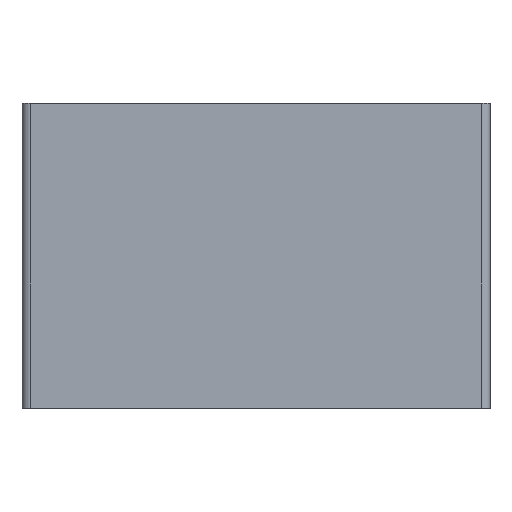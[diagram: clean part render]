
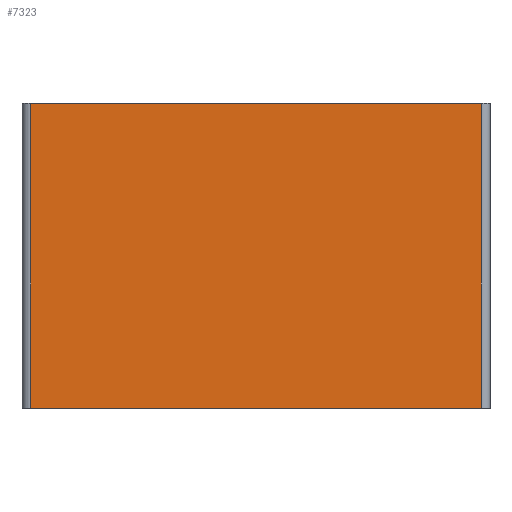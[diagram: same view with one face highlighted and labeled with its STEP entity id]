
A CAD part, top view. The second image highlights one B-rep face of the part: STEP entity #7323.
In plain terms, the highlighted planar face has unit normal (0, 0, 1).
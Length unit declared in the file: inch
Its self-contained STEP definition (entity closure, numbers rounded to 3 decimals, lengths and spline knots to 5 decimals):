
#7151 = PLANE('',#7152);
#7152 = AXIS2_PLACEMENT_3D('',#7153,#7154,#7155);
#7153 = CARTESIAN_POINT('',(6.435,-0.03,1.308));
#7154 = DIRECTION('',(0.,1.,0.));
#7155 = DIRECTION('',(-1.,0.,0.));
#7180 = PLANE('',#7181);
#7181 = AXIS2_PLACEMENT_3D('',#7182,#7183,#7184);
#7182 = CARTESIAN_POINT('',(0.065,4.28,1.308));
#7183 = DIRECTION('',(0.,-1.,0.));
#7184 = DIRECTION('',(1.,0.,0.));
#7220 = VERTEX_POINT('',#7221);
#7221 = CARTESIAN_POINT('',(0.065,4.28,1.308));
#7241 = VERTEX_POINT('',#7242);
#7242 = CARTESIAN_POINT('',(6.435,4.28,1.308));
#7298 = EDGE_CURVE('',#7220,#7241,#7299,.T.);
#7299 = SURFACE_CURVE('',#7300,(#7304,#7311),.PCURVE_S1.);
#7300 = LINE('',#7301,#7302);
#7301 = CARTESIAN_POINT('',(0.065,4.28,1.308));
#7302 = VECTOR('',#7303,1.);
#7303 = DIRECTION('',(1.,0.,0.));
#7304 = PCURVE('',#7180,#7305);
#7305 = DEFINITIONAL_REPRESENTATION('',(#7306),#7310);
#7306 = LINE('',#7307,#7308);
#7307 = CARTESIAN_POINT('',(0.,-0.));
#7308 = VECTOR('',#7309,1.);
#7309 = DIRECTION('',(1.,0.));
#7310 = ( GEOMETRIC_REPRESENTATION_CONTEXT(2) 
PARAMETRIC_REPRESENTATION_CONTEXT() REPRESENTATION_CONTEXT('2D SPACE',''
  ) );
#7311 = PCURVE('',#7312,#7317);
#7312 = PLANE('',#7313);
#7313 = AXIS2_PLACEMENT_3D('',#7314,#7315,#7316);
#7314 = CARTESIAN_POINT('',(3.25,2.125,1.308));
#7315 = DIRECTION('',(0.,0.,-1.));
#7316 = DIRECTION('',(-1.,0.,0.));
#7317 = DEFINITIONAL_REPRESENTATION('',(#7318),#7322);
#7318 = LINE('',#7319,#7320);
#7319 = CARTESIAN_POINT('',(3.185,2.155));
#7320 = VECTOR('',#7321,1.);
#7321 = DIRECTION('',(-1.,0.));
#7322 = ( GEOMETRIC_REPRESENTATION_CONTEXT(2) 
PARAMETRIC_REPRESENTATION_CONTEXT() REPRESENTATION_CONTEXT('2D SPACE',''
  ) );
#7323 = ADVANCED_FACE('',(#7324),#7312,.F.);
#7324 = FACE_BOUND('',#7325,.F.);
#7325 = EDGE_LOOP('',(#7326,#7351,#7375,#7376));
#7326 = ORIENTED_EDGE('',*,*,#7327,.T.);
#7327 = EDGE_CURVE('',#7328,#7330,#7332,.T.);
#7328 = VERTEX_POINT('',#7329);
#7329 = CARTESIAN_POINT('',(6.435,-0.03,1.308));
#7330 = VERTEX_POINT('',#7331);
#7331 = CARTESIAN_POINT('',(0.065,-0.03,1.308));
#7332 = SURFACE_CURVE('',#7333,(#7337,#7344),.PCURVE_S1.);
#7333 = LINE('',#7334,#7335);
#7334 = CARTESIAN_POINT('',(6.435,-0.03,1.308));
#7335 = VECTOR('',#7336,1.);
#7336 = DIRECTION('',(-1.,0.,0.));
#7337 = PCURVE('',#7312,#7338);
#7338 = DEFINITIONAL_REPRESENTATION('',(#7339),#7343);
#7339 = LINE('',#7340,#7341);
#7340 = CARTESIAN_POINT('',(-3.185,-2.155));
#7341 = VECTOR('',#7342,1.);
#7342 = DIRECTION('',(1.,0.));
#7343 = ( GEOMETRIC_REPRESENTATION_CONTEXT(2) 
PARAMETRIC_REPRESENTATION_CONTEXT() REPRESENTATION_CONTEXT('2D SPACE',''
  ) );
#7344 = PCURVE('',#7151,#7345);
#7345 = DEFINITIONAL_REPRESENTATION('',(#7346),#7350);
#7346 = LINE('',#7347,#7348);
#7347 = CARTESIAN_POINT('',(0.,0.));
#7348 = VECTOR('',#7349,1.);
#7349 = DIRECTION('',(1.,0.));
#7350 = ( GEOMETRIC_REPRESENTATION_CONTEXT(2) 
PARAMETRIC_REPRESENTATION_CONTEXT() REPRESENTATION_CONTEXT('2D SPACE',''
  ) );
#7351 = ORIENTED_EDGE('',*,*,#7352,.T.);
#7352 = EDGE_CURVE('',#7330,#7220,#7353,.T.);
#7353 = SURFACE_CURVE('',#7354,(#7357,#7364),.PCURVE_S1.);
#7354 = B_SPLINE_CURVE_WITH_KNOTS('',1,(#7355,#7356),.UNSPECIFIED.,.F.,
  .F.,(2,2),(0.,4.31),.PIECEWISE_BEZIER_KNOTS.);
#7355 = CARTESIAN_POINT('',(0.065,-0.03,1.308));
#7356 = CARTESIAN_POINT('',(0.065,4.28,1.308));
#7357 = PCURVE('',#7312,#7358);
#7358 = DEFINITIONAL_REPRESENTATION('',(#7359),#7363);
#7359 = LINE('',#7360,#7361);
#7360 = CARTESIAN_POINT('',(3.185,-2.155));
#7361 = VECTOR('',#7362,1.);
#7362 = DIRECTION('',(0.,1.));
#7363 = ( GEOMETRIC_REPRESENTATION_CONTEXT(2) 
PARAMETRIC_REPRESENTATION_CONTEXT() REPRESENTATION_CONTEXT('2D SPACE',''
  ) );
#7364 = PCURVE('',#7365,#7370);
#7365 = CYLINDRICAL_SURFACE('',#7366,0.123);
#7366 = AXIS2_PLACEMENT_3D('',#7367,#7368,#7369);
#7367 = CARTESIAN_POINT('',(0.065,4.28,1.185));
#7368 = DIRECTION('',(0.,-1.,0.));
#7369 = DIRECTION('',(0.,0.,-1.));
#7370 = DEFINITIONAL_REPRESENTATION('',(#7371),#7374);
#7371 = B_SPLINE_CURVE_WITH_KNOTS('',1,(#7372,#7373),.UNSPECIFIED.,.F.,
  .F.,(2,2),(0.,4.31),.PIECEWISE_BEZIER_KNOTS.);
#7372 = CARTESIAN_POINT('',(3.142,4.31));
#7373 = CARTESIAN_POINT('',(3.142,0.));
#7374 = ( GEOMETRIC_REPRESENTATION_CONTEXT(2) 
PARAMETRIC_REPRESENTATION_CONTEXT() REPRESENTATION_CONTEXT('2D SPACE',''
  ) );
#7375 = ORIENTED_EDGE('',*,*,#7298,.T.);
#7376 = ORIENTED_EDGE('',*,*,#7377,.T.);
#7377 = EDGE_CURVE('',#7241,#7328,#7378,.T.);
#7378 = SURFACE_CURVE('',#7379,(#7383,#7390),.PCURVE_S1.);
#7379 = LINE('',#7380,#7381);
#7380 = CARTESIAN_POINT('',(6.435,4.28,1.308));
#7381 = VECTOR('',#7382,1.);
#7382 = DIRECTION('',(0.,-1.,0.));
#7383 = PCURVE('',#7312,#7384);
#7384 = DEFINITIONAL_REPRESENTATION('',(#7385),#7389);
#7385 = LINE('',#7386,#7387);
#7386 = CARTESIAN_POINT('',(-3.185,2.155));
#7387 = VECTOR('',#7388,1.);
#7388 = DIRECTION('',(0.,-1.));
#7389 = ( GEOMETRIC_REPRESENTATION_CONTEXT(2) 
PARAMETRIC_REPRESENTATION_CONTEXT() REPRESENTATION_CONTEXT('2D SPACE',''
  ) );
#7390 = PCURVE('',#7391,#7396);
#7391 = CYLINDRICAL_SURFACE('',#7392,0.123);
#7392 = AXIS2_PLACEMENT_3D('',#7393,#7394,#7395);
#7393 = CARTESIAN_POINT('',(6.435,-0.03,1.185));
#7394 = DIRECTION('',(0.,1.,0.));
#7395 = DIRECTION('',(0.,0.,-1.));
#7396 = DEFINITIONAL_REPRESENTATION('',(#7397),#7400);
#7397 = B_SPLINE_CURVE_WITH_KNOTS('',1,(#7398,#7399),.UNSPECIFIED.,.F.,
  .F.,(2,2),(0.,4.31),.PIECEWISE_BEZIER_KNOTS.);
#7398 = CARTESIAN_POINT('',(3.142,4.31));
#7399 = CARTESIAN_POINT('',(3.142,0.));
#7400 = ( GEOMETRIC_REPRESENTATION_CONTEXT(2) 
PARAMETRIC_REPRESENTATION_CONTEXT() REPRESENTATION_CONTEXT('2D SPACE',''
  ) );
